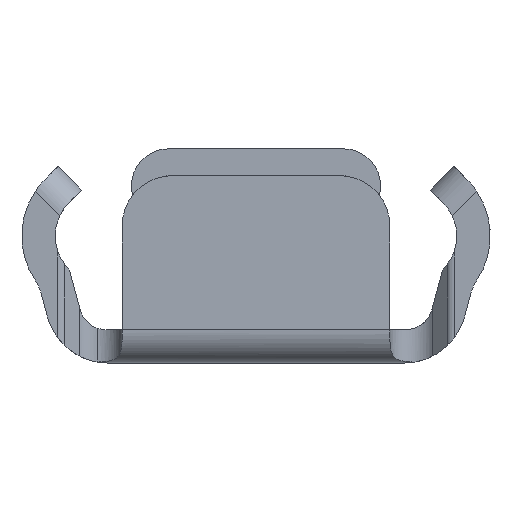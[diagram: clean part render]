
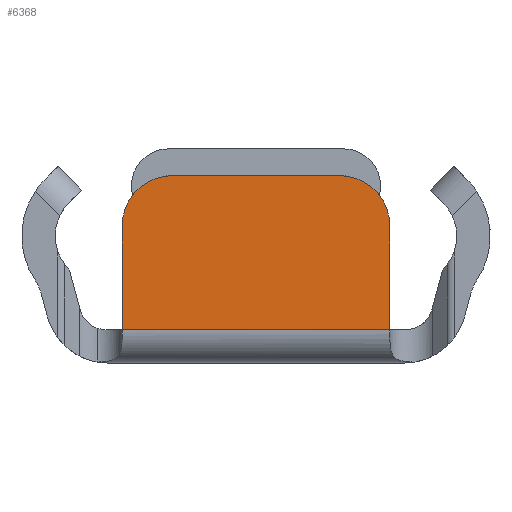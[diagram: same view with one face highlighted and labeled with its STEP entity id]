
A CAD part, left-side view. The second image highlights one B-rep face of the part: STEP entity #6368.
In plain terms, the highlighted planar face has unit normal (-1, 0, 0).
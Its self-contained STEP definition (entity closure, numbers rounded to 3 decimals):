
#127 = EDGE_CURVE ( 'NONE', #2694, #715, #4862, .T. ) ;
#151 = DIRECTION ( 'NONE',  ( 0., 0., -1. ) ) ;
#544 = EDGE_CURVE ( 'NONE', #2644, #4170, #2289, .T. ) ;
#601 = VECTOR ( 'NONE', #1447, 1000. ) ;
#643 = ORIENTED_EDGE ( 'NONE', *, *, #544, .T. ) ;
#676 = CARTESIAN_POINT ( 'NONE',  ( 0., -4., 4.1 ) ) ;
#715 = VERTEX_POINT ( 'NONE', #2833 ) ;
#934 = CARTESIAN_POINT ( 'NONE',  ( 0., 4., 1. ) ) ;
#960 = LINE ( 'NONE', #6149, #5981 ) ;
#1221 = VERTEX_POINT ( 'NONE', #5622 ) ;
#1447 = DIRECTION ( 'NONE',  ( 0., 0., -1. ) ) ;
#1533 = CARTESIAN_POINT ( 'NONE',  ( 0., 4., 4.1 ) ) ;
#1571 = VERTEX_POINT ( 'NONE', #934 ) ;
#1660 = PLANE ( 'NONE',  #5984 ) ;
#1698 = FACE_OUTER_BOUND ( 'NONE', #6120, .T. ) ;
#2060 = ORIENTED_EDGE ( 'NONE', *, *, #2581, .T. ) ;
#2221 = DIRECTION ( 'NONE',  ( -1., 0., 0. ) ) ;
#2289 = CIRCLE ( 'NONE', #6054, 1.5 ) ;
#2386 = LINE ( 'NONE', #5065, #2837 ) ;
#2405 = EDGE_CURVE ( 'NONE', #4170, #1571, #4085, .T. ) ;
#2581 = EDGE_CURVE ( 'NONE', #715, #2644, #2386, .T. ) ;
#2644 = VERTEX_POINT ( 'NONE', #6508 ) ;
#2694 = VERTEX_POINT ( 'NONE', #4195 ) ;
#2833 = CARTESIAN_POINT ( 'NONE',  ( 0., -2.5, 5.6 ) ) ;
#2837 = VECTOR ( 'NONE', #5581, 1000. ) ;
#3195 = ORIENTED_EDGE ( 'NONE', *, *, #6016, .T. ) ;
#3494 = DIRECTION ( 'NONE',  ( -1., 0., 0. ) ) ;
#3513 = VECTOR ( 'NONE', #5776, 1000. ) ;
#3553 = DIRECTION ( 'NONE',  ( 0., -1., 0. ) ) ;
#3583 = ORIENTED_EDGE ( 'NONE', *, *, #5795, .T. ) ;
#3984 = CARTESIAN_POINT ( 'NONE',  ( 0., 4., 4.1 ) ) ;
#4085 = LINE ( 'NONE', #3984, #601 ) ;
#4170 = VERTEX_POINT ( 'NONE', #1533 ) ;
#4195 = CARTESIAN_POINT ( 'NONE',  ( 0., -4., 4.1 ) ) ;
#4236 = DIRECTION ( 'NONE',  ( 1., 0., 0. ) ) ;
#4862 = CIRCLE ( 'NONE', #5505, 1.5 ) ;
#5065 = CARTESIAN_POINT ( 'NONE',  ( 0., 0., 5.6 ) ) ;
#5137 = ORIENTED_EDGE ( 'NONE', *, *, #127, .T. ) ;
#5206 = CARTESIAN_POINT ( 'NONE',  ( 0., -2.5, 4.1 ) ) ;
#5505 = AXIS2_PLACEMENT_3D ( 'NONE', #5206, #2221, #5714 ) ;
#5541 = DIRECTION ( 'NONE',  ( 0., 0., 1. ) ) ;
#5581 = DIRECTION ( 'NONE',  ( 0., 1., 0. ) ) ;
#5622 = CARTESIAN_POINT ( 'NONE',  ( 0., -4., 1. ) ) ;
#5685 = CARTESIAN_POINT ( 'NONE',  ( 0., -4.404, 1.9 ) ) ;
#5714 = DIRECTION ( 'NONE',  ( 0., 0., 1. ) ) ;
#5776 = DIRECTION ( 'NONE',  ( 0., 0., 1. ) ) ;
#5795 = EDGE_CURVE ( 'NONE', #1571, #1221, #960, .T. ) ;
#5981 = VECTOR ( 'NONE', #3553, 1000. ) ;
#5984 = AXIS2_PLACEMENT_3D ( 'NONE', #5685, #4236, #151 ) ;
#6016 = EDGE_CURVE ( 'NONE', #1221, #2694, #6254, .T. ) ;
#6051 = CARTESIAN_POINT ( 'NONE',  ( 0., 2.5, 4.1 ) ) ;
#6054 = AXIS2_PLACEMENT_3D ( 'NONE', #6051, #3494, #5541 ) ;
#6120 = EDGE_LOOP ( 'NONE', ( #6253, #3583, #3195, #5137, #2060, #643 ) ) ;
#6149 = CARTESIAN_POINT ( 'NONE',  ( 0., -4.404, 1. ) ) ;
#6253 = ORIENTED_EDGE ( 'NONE', *, *, #2405, .T. ) ;
#6254 = LINE ( 'NONE', #676, #3513 ) ;
#6368 = ADVANCED_FACE ( 'NONE', ( #1698 ), #1660, .F. ) ;
#6508 = CARTESIAN_POINT ( 'NONE',  ( 0., 2.5, 5.6 ) ) ;
